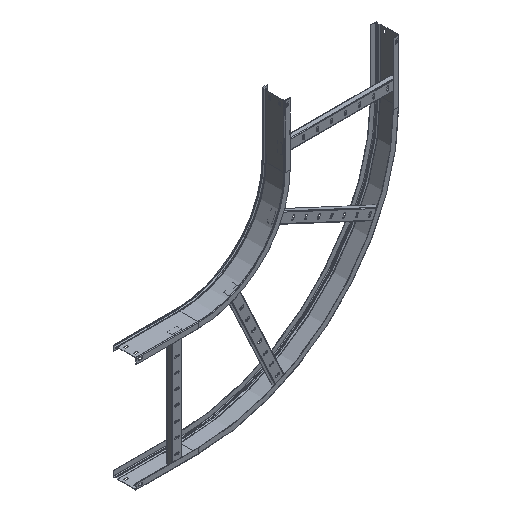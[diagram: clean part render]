
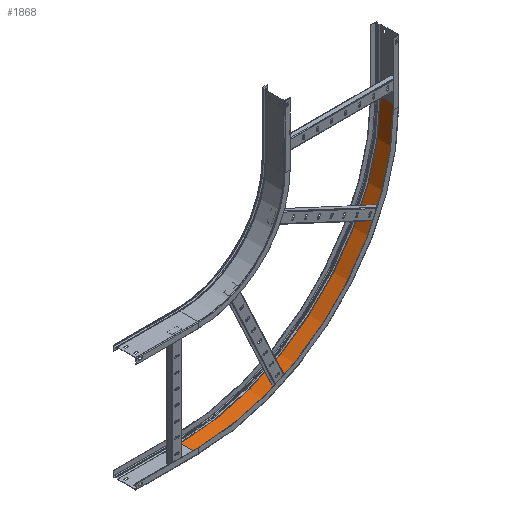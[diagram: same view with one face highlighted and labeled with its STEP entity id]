
A CAD part, isometric view. The second image highlights one B-rep face of the part: STEP entity #1868.
In plain terms, the highlighted cylindrical face has radius 698.8 mm (diameter 1397.6 mm), a partial arc.
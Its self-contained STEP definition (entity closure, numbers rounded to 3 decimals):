
#238 = EDGE_CURVE ( 'NONE', #7116, #6412, #6645, .T. ) ;
#258 = FACE_OUTER_BOUND ( 'NONE', #5561, .T. ) ;
#399 = CARTESIAN_POINT ( 'NONE',  ( 698.8, 2.2, 0. ) ) ;
#458 = VERTEX_POINT ( 'NONE', #399 ) ;
#614 = ORIENTED_EDGE ( 'NONE', *, *, #5629, .F. ) ;
#949 = VERTEX_POINT ( 'NONE', #8551 ) ;
#975 = CARTESIAN_POINT ( 'NONE',  ( 0., 2.2, -698.8 ) ) ;
#991 = AXIS2_PLACEMENT_3D ( 'NONE', #3216, #1946, #7199 ) ;
#1048 = CARTESIAN_POINT ( 'NONE',  ( 698.8, 64.026, 0. ) ) ;
#1051 = EDGE_CURVE ( 'NONE', #458, #7116, #2771, .T. ) ;
#1279 = CYLINDRICAL_SURFACE ( 'NONE', #991, 698.8 ) ;
#1449 = DIRECTION ( 'NONE',  ( 0., 1., 0. ) ) ;
#1868 = ADVANCED_FACE ( 'NONE', ( #258 ), #1279, .F. ) ;
#1946 = DIRECTION ( 'NONE',  ( 0., 1., 0. ) ) ;
#2094 = EDGE_CURVE ( 'NONE', #458, #949, #4824, .T. ) ;
#2183 = DIRECTION ( 'NONE',  ( 0., 1., 0. ) ) ;
#2337 = CARTESIAN_POINT ( 'NONE',  ( 0., 64.026, -698.8 ) ) ;
#2771 = LINE ( 'NONE', #3458, #4442 ) ;
#2892 = VECTOR ( 'NONE', #2183, 1000. ) ;
#3008 = AXIS2_PLACEMENT_3D ( 'NONE', #3378, #3432, #7461 ) ;
#3216 = CARTESIAN_POINT ( 'NONE',  ( 0., 0., 0. ) ) ;
#3378 = CARTESIAN_POINT ( 'NONE',  ( 0., 2.2, 0. ) ) ;
#3432 = DIRECTION ( 'NONE',  ( 0., 1., 0. ) ) ;
#3458 = CARTESIAN_POINT ( 'NONE',  ( 698.8, 0., 0. ) ) ;
#3988 = ORIENTED_EDGE ( 'NONE', *, *, #1051, .T. ) ;
#4442 = VECTOR ( 'NONE', #1449, 1000. ) ;
#4498 = ORIENTED_EDGE ( 'NONE', *, *, #2094, .F. ) ;
#4799 = DIRECTION ( 'NONE',  ( 0., 1., 0. ) ) ;
#4824 = CIRCLE ( 'NONE', #3008, 698.8 ) ;
#5561 = EDGE_LOOP ( 'NONE', ( #7533, #614, #4498, #3988 ) ) ;
#5629 = EDGE_CURVE ( 'NONE', #949, #6412, #6415, .T. ) ;
#6114 = DIRECTION ( 'NONE',  ( 0., 0., 1. ) ) ;
#6171 = CARTESIAN_POINT ( 'NONE',  ( 0., 64.026, 0. ) ) ;
#6412 = VERTEX_POINT ( 'NONE', #2337 ) ;
#6415 = LINE ( 'NONE', #975, #2892 ) ;
#6645 = CIRCLE ( 'NONE', #8048, 698.8 ) ;
#7116 = VERTEX_POINT ( 'NONE', #1048 ) ;
#7199 = DIRECTION ( 'NONE',  ( 0., 0., 1. ) ) ;
#7461 = DIRECTION ( 'NONE',  ( 0., 0., 1. ) ) ;
#7533 = ORIENTED_EDGE ( 'NONE', *, *, #238, .T. ) ;
#8048 = AXIS2_PLACEMENT_3D ( 'NONE', #6171, #4799, #6114 ) ;
#8551 = CARTESIAN_POINT ( 'NONE',  ( 0., 2.2, -698.8 ) ) ;
